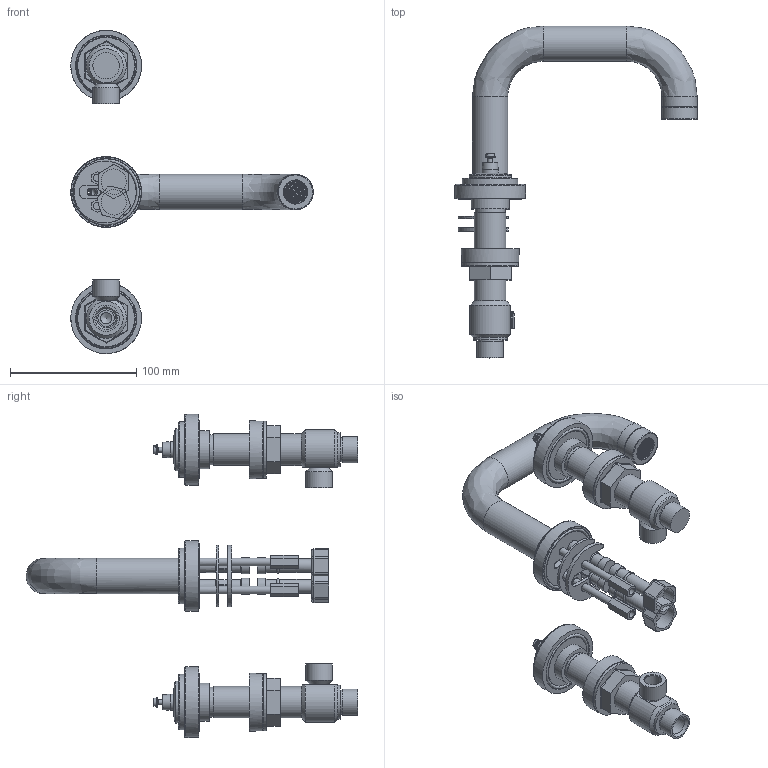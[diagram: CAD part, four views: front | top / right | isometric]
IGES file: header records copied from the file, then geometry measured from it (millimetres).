
Global section: file name: V714-NP-F; native system: Autodesk Inventor 2018; preprocessor: unknown; author: aprice; date: 20190710.075633; units: millimetre
Bounding box: 192 x 262.8 x 255.98 mm (x, y, z)
Volume: 385044.6 mm3; surface area: 192664.7 mm2
Topology: 44 solids, 44 shells, 2489 faces, 6428 edges, 4134 vertices
Faces by surface type: bspline 2489
